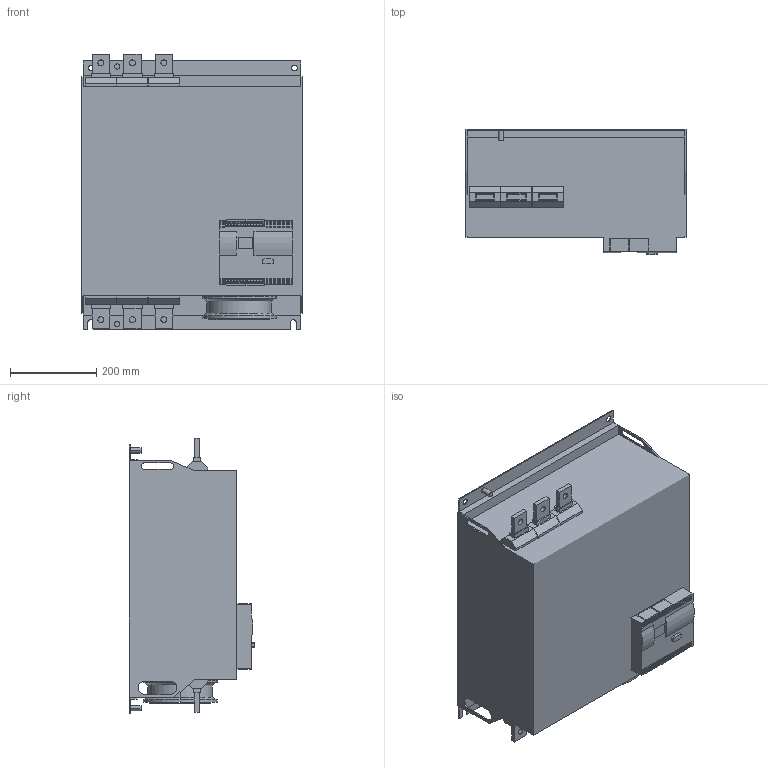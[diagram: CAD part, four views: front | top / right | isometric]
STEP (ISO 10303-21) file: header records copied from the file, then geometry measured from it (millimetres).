
FILE_DESCRIPTION(('no description'),'unknown implementation level');
FILE_NAME('3RW4453-2BC34_v.stp',' ',('SIEMENS A&D'),('CADClick - KiM GmbH - www.kimweb.de'),'unknown preprocess','ACIS','unknown authorization');
FILE_SCHEMA(('automotive_design'));
Length unit declared in the file: millimetre
Products named in the file (18): 1; 2; 3; 4; 5; 6; 7; 8; 9; 10; 11; 12; 13; 14; 15; 16; 17; 18
Bounding box: 511 x 290 x 638.5 mm (x, y, z)
Volume: 64599347.4 mm3; surface area: 1469216.8 mm2
Topology: 18 solids, 18 shells, 932 faces, 2342 edges, 1552 vertices
Faces by surface type: plane 670, cylinder 242, torus 16, cone 4
Entity records: 55163 total; most frequent: STYLED_ITEM 4844, PRESENTATION_STYLE_ASSIGNMENT 4844, CARTESIAN_POINT 4844, COLOUR_RGB 4844, DIRECTION 4758, ORIENTED_EDGE 4684, EDGE_CURVE 2342, CURVE_STYLE 2342
